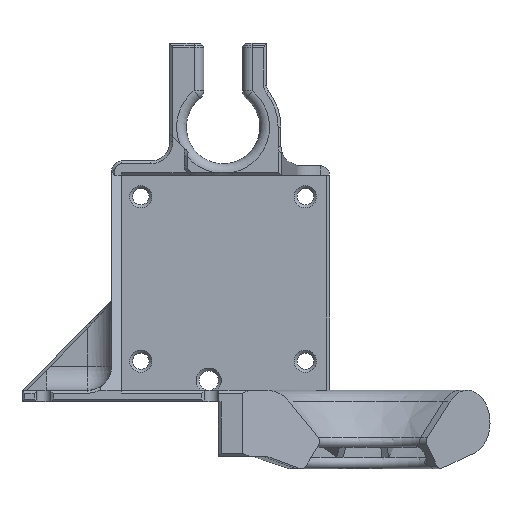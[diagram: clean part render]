
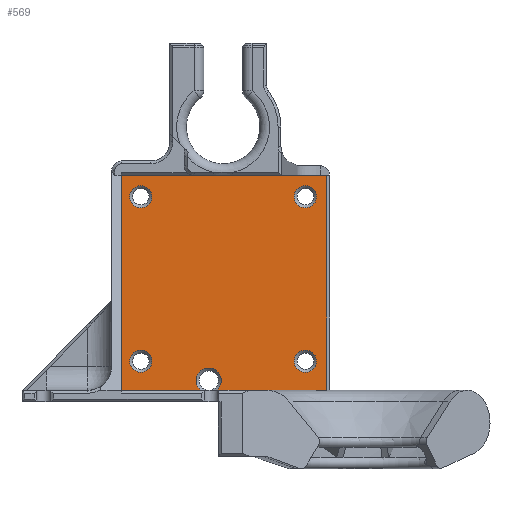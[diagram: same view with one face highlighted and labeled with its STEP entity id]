
A CAD part, left-side view. The second image highlights one B-rep face of the part: STEP entity #569.
In plain terms, the highlighted planar face has unit normal (-1, 0, 0).
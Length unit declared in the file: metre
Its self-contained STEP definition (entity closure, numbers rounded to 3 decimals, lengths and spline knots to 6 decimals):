
#569 = ADVANCED_FACE( '', ( #1269, #1270, #1271, #1272, #1273 ), #1274, .F. );
#1269 = FACE_BOUND( '', #3778, .T. );
#1270 = FACE_BOUND( '', #3779, .T. );
#1271 = FACE_BOUND( '', #3780, .T. );
#1272 = FACE_BOUND( '', #3781, .T. );
#1273 = FACE_OUTER_BOUND( '', #3782, .T. );
#1274 = PLANE( '', #3783 );
#3778 = EDGE_LOOP( '', ( #6030 ) );
#3779 = EDGE_LOOP( '', ( #6031 ) );
#3780 = EDGE_LOOP( '', ( #6032 ) );
#3781 = EDGE_LOOP( '', ( #6033 ) );
#3782 = EDGE_LOOP( '', ( #6034, #6035, #6036, #6037, #6038, #6039 ) );
#3783 = AXIS2_PLACEMENT_3D( '', #6040, #6041, #6042 );
#6030 = ORIENTED_EDGE( '', *, *, #7372, .T. );
#6031 = ORIENTED_EDGE( '', *, *, #7723, .T. );
#6032 = ORIENTED_EDGE( '', *, *, #7724, .T. );
#6033 = ORIENTED_EDGE( '', *, *, #7601, .T. );
#6034 = ORIENTED_EDGE( '', *, *, #7664, .T. );
#6035 = ORIENTED_EDGE( '', *, *, #7426, .T. );
#6036 = ORIENTED_EDGE( '', *, *, #7663, .T. );
#6037 = ORIENTED_EDGE( '', *, *, #7725, .T. );
#6038 = ORIENTED_EDGE( '', *, *, #7584, .T. );
#6039 = ORIENTED_EDGE( '', *, *, #7305, .T. );
#6040 = CARTESIAN_POINT( '', ( 0.0289, 0.014375, 0.05285 ) );
#6041 = DIRECTION( '', ( 1., 0., 0. ) );
#6042 = DIRECTION( '', ( 0., 1., 0. ) );
#7305 = EDGE_CURVE( '', #8415, #8413, #8416, .T. );
#7372 = EDGE_CURVE( '', #8524, #8524, #8525, .T. );
#7426 = EDGE_CURVE( '', #8606, #8603, #8607, .T. );
#7584 = EDGE_CURVE( '', #8834, #8415, #8835, .T. );
#7601 = EDGE_CURVE( '', #8856, #8856, #8857, .T. );
#7663 = EDGE_CURVE( '', #8603, #8940, #8942, .T. );
#7664 = EDGE_CURVE( '', #8413, #8606, #8943, .T. );
#7723 = EDGE_CURVE( '', #9019, #9019, #9020, .T. );
#7724 = EDGE_CURVE( '', #9021, #9021, #9022, .T. );
#7725 = EDGE_CURVE( '', #8940, #8834, #9023, .T. );
#8413 = VERTEX_POINT( '', #10360 );
#8415 = VERTEX_POINT( '', #10363 );
#8416 = LINE( '', #10364, #10365 );
#8524 = VERTEX_POINT( '', #10533 );
#8525 = CIRCLE( '', #10534, 0.0023 );
#8603 = VERTEX_POINT( '', #11091 );
#8606 = VERTEX_POINT( '', #11101 );
#8607 = CIRCLE( '', #11102, 0.0026 );
#8834 = VERTEX_POINT( '', #11518 );
#8835 = LINE( '', #11519, #11520 );
#8856 = VERTEX_POINT( '', #11569 );
#8857 = CIRCLE( '', #11570, 0.0023 );
#8940 = VERTEX_POINT( '', #11835 );
#8942 = LINE( '', #11838, #11839 );
#8943 = LINE( '', #11840, #11841 );
#9019 = VERTEX_POINT( '', #11980 );
#9020 = CIRCLE( '', #11981, 0.0023 );
#9021 = VERTEX_POINT( '', #11982 );
#9022 = CIRCLE( '', #11983, 0.0023 );
#9023 = LINE( '', #11984, #11985 );
#10360 = CARTESIAN_POINT( '', ( 0.0289, 0.05225, 0.0182 ) );
#10363 = CARTESIAN_POINT( '', ( 0.0289, 0.05225, 0.0626 ) );
#10364 = CARTESIAN_POINT( '', ( 0.0289, 0.05225, 0.0404 ) );
#10365 = VECTOR( '', #12774, 1. );
#10533 = CARTESIAN_POINT( '', ( 0.0289, 0.04825, 0.0559 ) );
#10534 = AXIS2_PLACEMENT_3D( '', #12866, #12867, #12868 );
#11091 = CARTESIAN_POINT( '', ( 0.0289, 0.032543, 0.0182 ) );
#11101 = CARTESIAN_POINT( '', ( 0.0289, 0.035865, 0.0182 ) );
#11102 = AXIS2_PLACEMENT_3D( '', #12918, #12919, #12920 );
#11518 = CARTESIAN_POINT( '', ( 0.0289, 0.00985, 0.0626 ) );
#11519 = CARTESIAN_POINT( '', ( 0.0289, 0.03075, 0.0626 ) );
#11520 = VECTOR( '', #13100, 1. );
#11569 = CARTESIAN_POINT( '', ( 0.0289, 0.01425, 0.0559 ) );
#11570 = AXIS2_PLACEMENT_3D( '', #13118, #13119, #13120 );
#11835 = CARTESIAN_POINT( '', ( 0.0289, 0.00985, 0.0182 ) );
#11838 = CARTESIAN_POINT( '', ( 0.0289, 0.03075, 0.0182 ) );
#11839 = VECTOR( '', #13183, 1. );
#11840 = CARTESIAN_POINT( '', ( 0.0289, 0.03075, 0.0182 ) );
#11841 = VECTOR( '', #13184, 1. );
#11980 = CARTESIAN_POINT( '', ( 0.0289, 0.04825, 0.0219 ) );
#11981 = AXIS2_PLACEMENT_3D( '', #13251, #13252, #13253 );
#11982 = CARTESIAN_POINT( '', ( 0.0289, 0.01425, 0.0219 ) );
#11983 = AXIS2_PLACEMENT_3D( '', #13254, #13255, #13256 );
#11984 = CARTESIAN_POINT( '', ( 0.0289, 0.00985, 0.0626 ) );
#11985 = VECTOR( '', #13257, 1. );
#12774 = DIRECTION( '', ( 0., 0., -1. ) );
#12866 = CARTESIAN_POINT( '', ( 0.0289, 0.04825, 0.0582 ) );
#12867 = DIRECTION( '', ( 1., 0., 0. ) );
#12868 = DIRECTION( '', ( 0., 0., -1. ) );
#12918 = CARTESIAN_POINT( '', ( 0.0289, 0.034204, 0.0202 ) );
#12919 = DIRECTION( '', ( 1., 0., 0. ) );
#12920 = DIRECTION( '', ( 0., 0., -1. ) );
#13100 = DIRECTION( '', ( 0., 1., 0. ) );
#13118 = CARTESIAN_POINT( '', ( 0.0289, 0.01425, 0.0582 ) );
#13119 = DIRECTION( '', ( 1., 0., 0. ) );
#13120 = DIRECTION( '', ( 0., 0., -1. ) );
#13183 = DIRECTION( '', ( 0., -1., 0. ) );
#13184 = DIRECTION( '', ( 0., -1., 0. ) );
#13251 = CARTESIAN_POINT( '', ( 0.0289, 0.04825, 0.0242 ) );
#13252 = DIRECTION( '', ( 1., 0., 0. ) );
#13253 = DIRECTION( '', ( 0., 0., -1. ) );
#13254 = CARTESIAN_POINT( '', ( 0.0289, 0.01425, 0.0242 ) );
#13255 = DIRECTION( '', ( 1., 0., 0. ) );
#13256 = DIRECTION( '', ( 0., 0., -1. ) );
#13257 = DIRECTION( '', ( 0., 0., 1. ) );
